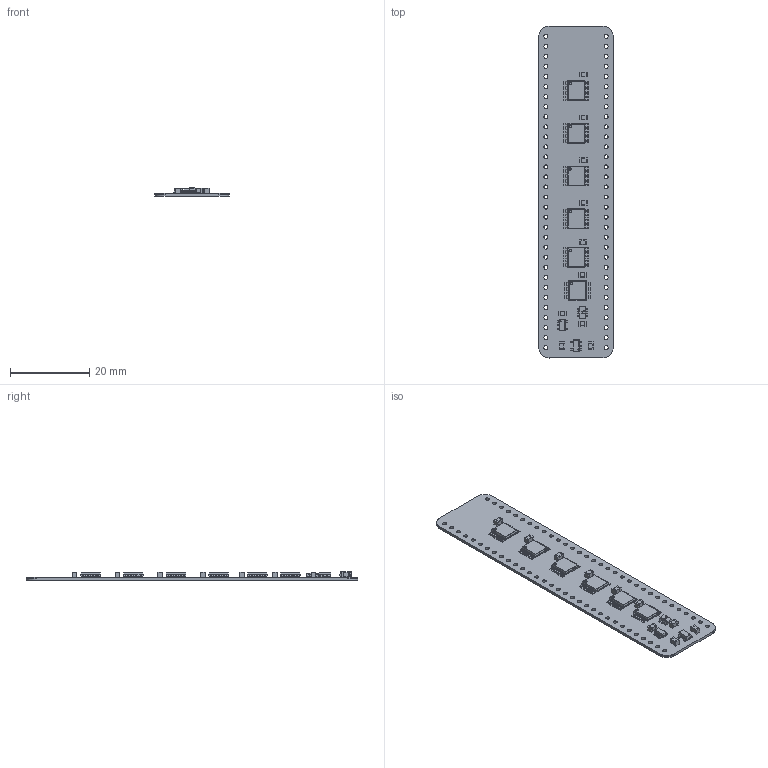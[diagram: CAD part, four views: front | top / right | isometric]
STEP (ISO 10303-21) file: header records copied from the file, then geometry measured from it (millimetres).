
FILE_DESCRIPTION(('KiCad electronic assembly'),'2;1');
FILE_NAME('Video Address Selector.step','2024-01-24T07:17:21',('Pcbnew') ,('Kicad'),'Open CASCADE STEP processor 7.6','KiCad to STEP converter' ,'Unknown');
FILE_SCHEMA(('AUTOMOTIVE_DESIGN { 1 0 10303 214 1 1 1 1 }'));
Length unit declared in the file: millimetre
Products named in the file (14): Video Address Selector 1; MC74VHC139DR2G; COMPOUND; C_0805_2012Metric; SOLID; M74VHC1G126DTT1G; AP7365-33WG-7; 74LVC1G157GV,125; 74LVC74APW,118; Video Address Selector PCB
Assembly tree (26 placements, depth 3):
  Video Address Selector 1
    MC74VHC139DR2G  x5
      COMPOUND
    C_0805_2012Metric  x10
      SOLID
    M74VHC1G126DTT1G
      COMPOUND
    AP7365-33WG-7
      COMPOUND
    74LVC1G157GV,125
      COMPOUND
    74LVC74APW,118
      COMPOUND
    Video Address Selector PCB
Bounding box: 18.8 x 83.97 x 2.03 mm (x, y, z)
Volume: 1209 mm3; surface area: 3971.1 mm2
Topology: 131 solids, 131 shells, 2126 faces, 5351 edges, 3510 vertices
Faces by surface type: plane 1493, cylinder 625, sphere 8
Full cylindrical faces by diameter (mm): 0.02 x1, 0.188 x1, 0.2 x1, 0.55 x6, 1 x64
Entity records: 62258 total; most frequent: CARTESIAN_POINT 12962, DIRECTION 9233, LINE 6050, VECTOR 6050, ORIENTED_EDGE 4790, PCURVE 4790, DEFINITIONAL_REPRESENTATION 4790, EDGE_CURVE 2395
